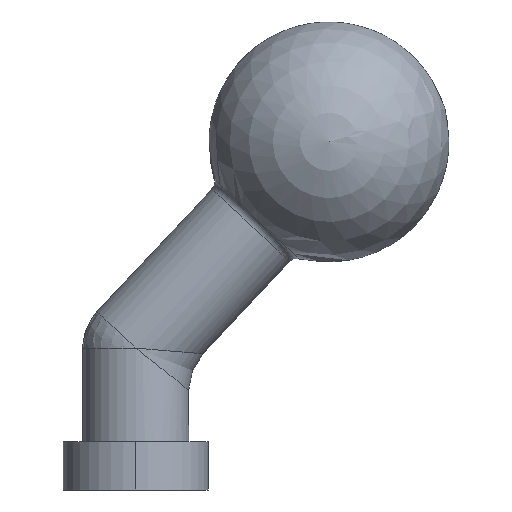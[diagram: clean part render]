
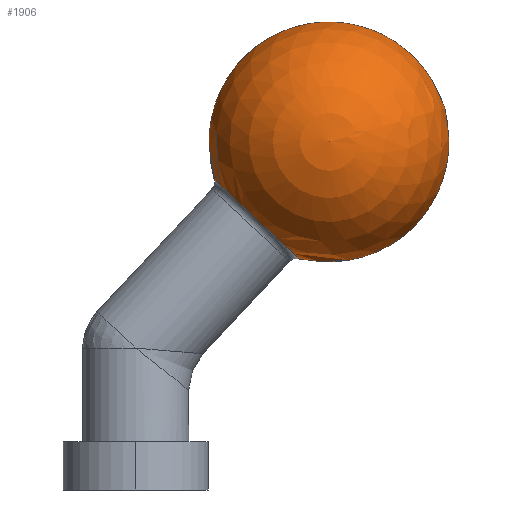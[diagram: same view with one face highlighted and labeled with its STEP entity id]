
A CAD part, front view. The second image highlights one B-rep face of the part: STEP entity #1906.
In plain terms, the highlighted spherical face has radius 25 mm.
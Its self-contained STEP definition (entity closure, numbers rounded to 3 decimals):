
#10 = CARTESIAN_POINT ( 'NONE',  ( 25.011, 0., 46.018 ) ) ;
#1107 = DIRECTION ( 'NONE',  ( 0., 1., 0. ) ) ;
#1191 = FACE_OUTER_BOUND ( 'NONE', #11445, .T. ) ;
#1236 = DIRECTION ( 'NONE',  ( -0.729, 0., 0.684 ) ) ;
#1906 = ADVANCED_FACE ( 'NONE', ( #1191 ), #8717, .T. ) ;
#2065 = VERTEX_POINT ( 'NONE', #11323 ) ;
#3931 = DIRECTION ( 'NONE',  ( 0.684, 0., 0.729 ) ) ;
#3948 = CIRCLE ( 'NONE', #6094, 12.037 ) ;
#4250 = AXIS2_PLACEMENT_3D ( 'NONE', #10992, #1107, #1236 ) ;
#6094 = AXIS2_PLACEMENT_3D ( 'NONE', #10, #3931, #6737 ) ;
#6737 = DIRECTION ( 'NONE',  ( 0.729, 0., -0.684 ) ) ;
#7842 = EDGE_CURVE ( 'NONE', #2065, #2065, #3948, .T. ) ;
#8717 = SPHERICAL_SURFACE ( 'NONE', #4250, 25. ) ;
#9753 = ORIENTED_EDGE ( 'NONE', *, *, #7842, .T. ) ;
#10992 = CARTESIAN_POINT ( 'NONE',  ( 40., 0., 62. ) ) ;
#11323 = CARTESIAN_POINT ( 'NONE',  ( 33.79, 0., 37.783 ) ) ;
#11445 = EDGE_LOOP ( 'NONE', ( #9753 ) ) ;
